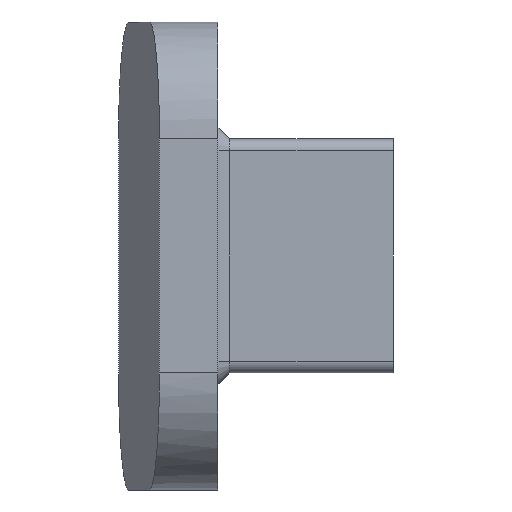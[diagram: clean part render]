
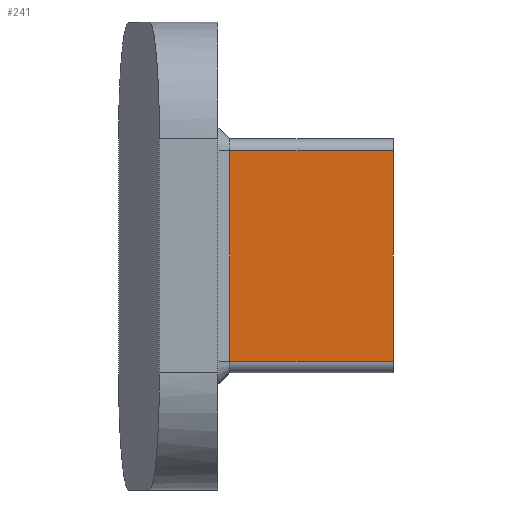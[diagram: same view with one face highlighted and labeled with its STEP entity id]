
A CAD part, left-side view. The second image highlights one B-rep face of the part: STEP entity #241.
In plain terms, the highlighted planar face has unit normal (-1, 0, 0).
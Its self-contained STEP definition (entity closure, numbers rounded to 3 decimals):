
#19 = EDGE_CURVE ( 'NONE', #381, #625, #824, .T. ) ;
#20 = CARTESIAN_POINT ( 'NONE',  ( 17., -1., 29. ) ) ;
#34 = EDGE_CURVE ( 'NONE', #611, #192, #885, .T. ) ;
#59 = CARTESIAN_POINT ( 'NONE',  ( 17., -15., 29. ) ) ;
#101 = CARTESIAN_POINT ( 'NONE',  ( 17., -15., 0. ) ) ;
#115 = CARTESIAN_POINT ( 'NONE',  ( 17., -15., 29. ) ) ;
#191 = CARTESIAN_POINT ( 'NONE',  ( 17., -15., 11. ) ) ;
#192 = VERTEX_POINT ( 'NONE', #115 ) ;
#201 = PLANE ( 'NONE',  #803 ) ;
#202 = VECTOR ( 'NONE', #448, 1000. ) ;
#209 = EDGE_CURVE ( 'NONE', #625, #611, #532, .T. ) ;
#241 = ADVANCED_FACE ( 'NONE', ( #845 ), #201, .T. ) ;
#381 = VERTEX_POINT ( 'NONE', #20 ) ;
#392 = CARTESIAN_POINT ( 'NONE',  ( 17., -15., 11. ) ) ;
#403 = ORIENTED_EDGE ( 'NONE', *, *, #577, .T. ) ;
#415 = DIRECTION ( 'NONE',  ( -1., 0., 0. ) ) ;
#448 = DIRECTION ( 'NONE',  ( 0., 0., -1. ) ) ;
#480 = CARTESIAN_POINT ( 'NONE',  ( 17., -15., 0. ) ) ;
#530 = DIRECTION ( 'NONE',  ( 0., 1., 0. ) ) ;
#532 = LINE ( 'NONE', #191, #674 ) ;
#544 = DIRECTION ( 'NONE',  ( 0., -1., 0. ) ) ;
#552 = ORIENTED_EDGE ( 'NONE', *, *, #34, .T. ) ;
#577 = EDGE_CURVE ( 'NONE', #192, #381, #912, .T. ) ;
#597 = CARTESIAN_POINT ( 'NONE',  ( 17., -1., 0. ) ) ;
#611 = VERTEX_POINT ( 'NONE', #392 ) ;
#625 = VERTEX_POINT ( 'NONE', #795 ) ;
#664 = DIRECTION ( 'NONE',  ( 0., 0., 1. ) ) ;
#674 = VECTOR ( 'NONE', #544, 1000. ) ;
#689 = ORIENTED_EDGE ( 'NONE', *, *, #19, .T. ) ;
#699 = DIRECTION ( 'NONE',  ( 0., -1., 0. ) ) ;
#759 = EDGE_LOOP ( 'NONE', ( #403, #689, #916, #552 ) ) ;
#768 = VECTOR ( 'NONE', #530, 1000. ) ;
#795 = CARTESIAN_POINT ( 'NONE',  ( 17., -1., 11. ) ) ;
#803 = AXIS2_PLACEMENT_3D ( 'NONE', #480, #415, #699 ) ;
#824 = LINE ( 'NONE', #597, #202 ) ;
#845 = FACE_OUTER_BOUND ( 'NONE', #759, .T. ) ;
#885 = LINE ( 'NONE', #101, #892 ) ;
#892 = VECTOR ( 'NONE', #664, 1000. ) ;
#912 = LINE ( 'NONE', #59, #768 ) ;
#916 = ORIENTED_EDGE ( 'NONE', *, *, #209, .T. ) ;
